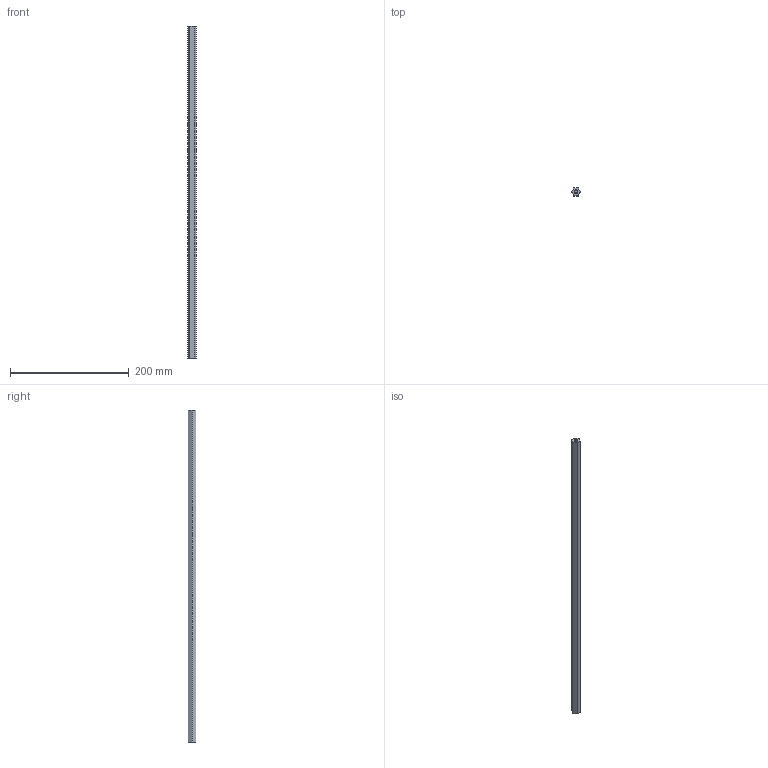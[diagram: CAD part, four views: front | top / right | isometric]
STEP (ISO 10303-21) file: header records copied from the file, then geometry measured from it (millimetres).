
FILE_DESCRIPTION (( 'STEP AP203' ), '1' );
FILE_NAME ('4400-23-P-0708 (Flecha Hexagonal de Aluminio - 3 Piezas).STEP', '2023-04-02T22:32:13', ( '' ), ( '' ), 'SwSTEP 2.0', 'SolidWorks 2022', '' );
FILE_SCHEMA (( 'CONFIG_CONTROL_DESIGN' ));
Length unit declared in the file: inch
Products named in the file (1): 4400-23-P-0708 (Flecha Hexagonal de Aluminio - 3 Piezas)
Bounding box: 14.66 x 12.7 x 558.8 mm (x, y, z)
Volume: 77184.7 mm3; surface area: 26003.9 mm2
Topology: 1 solids, 1 shells, 86 faces, 232 edges, 150 vertices
Faces by surface type: cylinder 66, plane 14, bspline 6
Entity records: 7117 total; most frequent: CARTESIAN_POINT 5275, ORIENTED_EDGE 464, DIRECTION 278, EDGE_CURVE 232, VERTEX_POINT 150, VECTOR 96, LINE 96, AXIS2_PLACEMENT_3D 91
